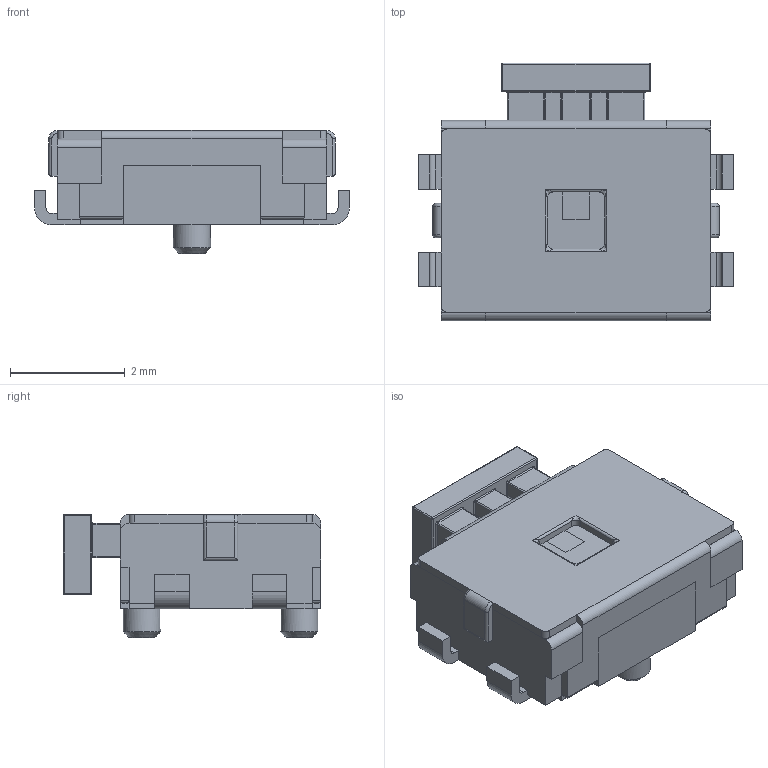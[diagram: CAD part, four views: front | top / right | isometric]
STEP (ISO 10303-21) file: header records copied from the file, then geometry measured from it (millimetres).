
FILE_DESCRIPTION(/* description */ ('model of Panasonic_EVQPUM_EVQPUD'),/* implementation_level */ '2;1');
FILE_NAME(/* name */ 'Panasonic_EVQPUM_EVQPUD.step',/* time_stamp */ '2020-10-28T17:48:14',/* author */ ('kicad StepUp','ksu'),/* organization */ ('FreeCAD'),/* preprocessor_version */ 'OCC',/* originating_system */ 'kicad StepUp',/* authorisation */ '');
FILE_SCHEMA(('AUTOMOTIVE_DESIGN { 1 0 10303 214 1 1 1 1 }'));
Length unit declared in the file: millimetre
Products named in the file (1): Panasonic_EVQPUM_EVQPUD
Bounding box: 5.5 x 4.5 x 2.15 mm (x, y, z)
Volume: 29.8 mm3; surface area: 79.1 mm2
Topology: 1 solids, 1 shells, 244 faces, 628 edges, 374 vertices
Faces by surface type: plane 122, cylinder 92, torus 12, sphere 12, bspline 4, cone 2
Full cylindrical faces by diameter (mm): 0.65 x2
Entity records: 9366 total; most frequent: CARTESIAN_POINT 1739, DIRECTION 1262, ORIENTED_EDGE 1224, EDGE_CURVE 612, LINE 428, VECTOR 428, AXIS2_PLACEMENT_3D 417, VERTEX_POINT 374
